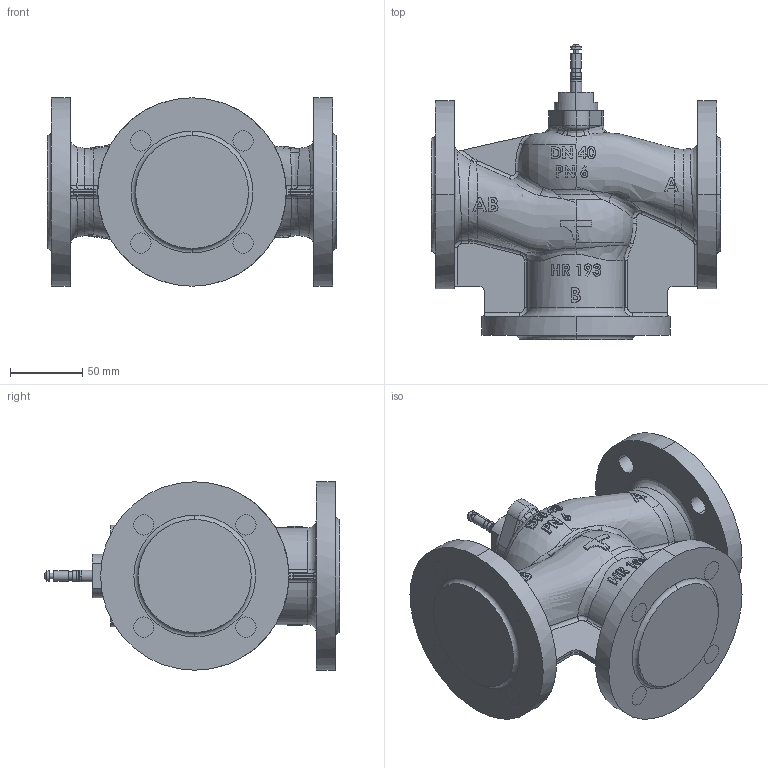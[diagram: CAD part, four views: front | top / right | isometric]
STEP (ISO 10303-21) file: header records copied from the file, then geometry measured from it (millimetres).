
FILE_DESCRIPTION (( 'STEP AP203' ), '1' );
FILE_NAME ('306_DN40_DEF.STEP', '2012-02-13T15:02:31', ( 'test' ), ( '' ), 'SwSTEP 2.0', 'SolidWorks 2011', '' );
FILE_SCHEMA (( 'CONFIG_CONTROL_DESIGN' ));
Products named in the file (1): 306_DN40_DEF
Bounding box: 200.6 x 204.43 x 130.39 mm (x, y, z)
Volume: 1430548.9 mm3; surface area: 168620.1 mm2
Topology: 1 solids, 3 shells, 754 faces, 1973 edges, 1284 vertices
Faces by surface type: plane 313, bspline 264, cylinder 108, torus 29, sphere 29, cone 11
Entity records: 145248 total; most frequent: CARTESIAN_POINT 128816, ORIENTED_EDGE 3934, DIRECTION 2585, EDGE_CURVE 1967, VERTEX_POINT 1284, AXIS2_PLACEMENT_3D 999, B_SPLINE_CURVE_WITH_KNOTS 844, EDGE_LOOP 819
